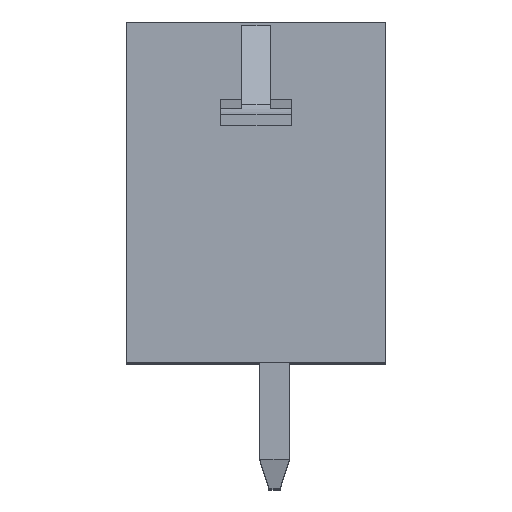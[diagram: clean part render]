
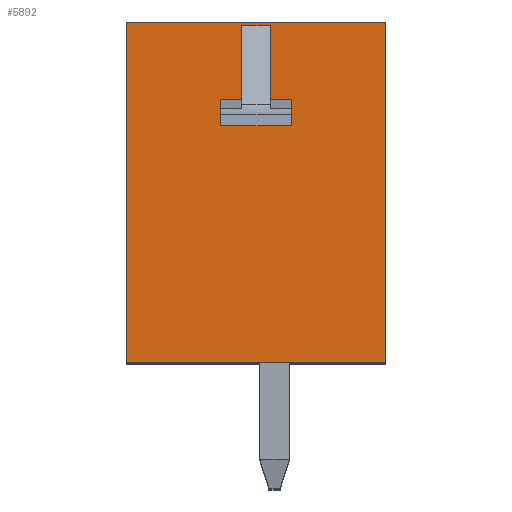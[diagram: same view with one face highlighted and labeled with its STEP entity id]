
A CAD part, top view. The second image highlights one B-rep face of the part: STEP entity #5892.
In plain terms, the highlighted planar face has unit normal (0, 0, 1).
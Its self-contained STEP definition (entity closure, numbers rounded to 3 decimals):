
#1=DIRECTION('',(1.,0.,0.));
#2=VECTOR('',#1,7.);
#3=CARTESIAN_POINT('',(-3.6,-3.853,0.));
#4=LINE('',#3,#2);
#5=DIRECTION('',(0.,-1.,0.));
#6=VECTOR('',#5,9.2);
#7=CARTESIAN_POINT('',(-3.6,5.347,0.));
#8=LINE('',#7,#6);
#9=DIRECTION('',(-1.,0.,0.));
#10=VECTOR('',#9,7.);
#11=CARTESIAN_POINT('',(3.4,5.347,0.));
#12=LINE('',#11,#10);
#13=DIRECTION('',(0.,1.,0.));
#14=VECTOR('',#13,9.2);
#15=CARTESIAN_POINT('',(3.4,-3.853,0.));
#16=LINE('',#15,#14);
#17=DIRECTION('',(0.,1.,0.));
#18=VECTOR('',#17,0.495);
#19=CARTESIAN_POINT('',(0.85,2.747,0.));
#20=LINE('',#19,#18);
#21=DIRECTION('',(-1.,0.,0.));
#22=VECTOR('',#21,0.76);
#23=CARTESIAN_POINT('',(0.28,5.244,0.));
#24=LINE('',#23,#22);
#25=DIRECTION('',(1.,0.,0.));
#26=VECTOR('',#25,0.57);
#27=CARTESIAN_POINT('',(-1.05,3.242,0.));
#28=LINE('',#27,#26);
#29=DIRECTION('',(0.,1.,0.));
#30=VECTOR('',#29,0.495);
#31=CARTESIAN_POINT('',(-1.05,2.747,0.));
#32=LINE('',#31,#30);
#33=DIRECTION('',(-1.,0.,0.));
#34=VECTOR('',#33,1.9);
#35=CARTESIAN_POINT('',(0.85,2.747,0.));
#36=LINE('',#35,#34);
#4438=DIRECTION('',(-1.,0.,0.));
#4439=VECTOR('',#4438,0.57);
#4440=CARTESIAN_POINT('',(0.85,3.242,0.));
#4441=LINE('',#4440,#4439);
#4442=DIRECTION('',(0.,-1.,0.));
#4443=VECTOR('',#4442,2.002);
#4444=CARTESIAN_POINT('',(0.28,5.244,0.));
#4445=LINE('',#4444,#4443);
#4509=DIRECTION('',(0.,1.,0.));
#4510=VECTOR('',#4509,2.002);
#4511=CARTESIAN_POINT('',(-0.48,3.242,0.));
#4512=LINE('',#4511,#4510);
#4521=CARTESIAN_POINT('',(-3.6,-3.853,0.));
#4522=CARTESIAN_POINT('',(3.4,-3.853,0.));
#4523=VERTEX_POINT('',#4521);
#4524=VERTEX_POINT('',#4522);
#4525=CARTESIAN_POINT('',(3.4,5.347,0.));
#4526=VERTEX_POINT('',#4525);
#4527=CARTESIAN_POINT('',(-3.6,5.347,0.));
#4528=VERTEX_POINT('',#4527);
#5624=CARTESIAN_POINT('',(0.85,2.747,0.));
#5625=VERTEX_POINT('',#5624);
#5626=CARTESIAN_POINT('',(-1.05,2.747,0.));
#5627=VERTEX_POINT('',#5626);
#5629=CARTESIAN_POINT('',(-0.48,3.242,0.));
#5631=VERTEX_POINT('',#5629);
#5632=CARTESIAN_POINT('',(-0.48,5.244,0.));
#5633=VERTEX_POINT('',#5632);
#5634=CARTESIAN_POINT('',(-1.05,3.242,0.));
#5635=VERTEX_POINT('',#5634);
#5640=CARTESIAN_POINT('',(0.28,5.244,0.));
#5641=CARTESIAN_POINT('',(0.28,3.242,0.));
#5642=VERTEX_POINT('',#5640);
#5643=VERTEX_POINT('',#5641);
#5646=CARTESIAN_POINT('',(0.85,3.242,0.));
#5647=VERTEX_POINT('',#5646);
#5859=CARTESIAN_POINT('',(0.,0.,0.));
#5860=DIRECTION('',(0.,0.,1.));
#5861=DIRECTION('',(1.,0.,0.));
#5862=AXIS2_PLACEMENT_3D('',#5859,#5860,#5861);
#5863=PLANE('',#5862);
#5865=ORIENTED_EDGE('',*,*,#5864,.F.);
#5867=ORIENTED_EDGE('',*,*,#5866,.F.);
#5869=ORIENTED_EDGE('',*,*,#5868,.F.);
#5871=ORIENTED_EDGE('',*,*,#5870,.F.);
#5872=EDGE_LOOP('',(#5865,#5867,#5869,#5871));
#5873=FACE_OUTER_BOUND('',#5872,.F.);
#5875=ORIENTED_EDGE('',*,*,#5874,.T.);
#5877=ORIENTED_EDGE('',*,*,#5876,.T.);
#5879=ORIENTED_EDGE('',*,*,#5878,.F.);
#5881=ORIENTED_EDGE('',*,*,#5880,.T.);
#5883=ORIENTED_EDGE('',*,*,#5882,.F.);
#5885=ORIENTED_EDGE('',*,*,#5884,.F.);
#5887=ORIENTED_EDGE('',*,*,#5886,.F.);
#5889=ORIENTED_EDGE('',*,*,#5888,.F.);
#5890=EDGE_LOOP('',(#5875,#5877,#5879,#5881,#5883,#5885,#5887,#5889));
#5891=FACE_BOUND('',#5890,.F.);
#5864=EDGE_CURVE('',#4523,#4524,#4,.T.);
#5866=EDGE_CURVE('',#4528,#4523,#8,.T.);
#5868=EDGE_CURVE('',#4526,#4528,#12,.T.);
#5870=EDGE_CURVE('',#4524,#4526,#16,.T.);
#5874=EDGE_CURVE('',#5625,#5647,#20,.T.);
#5876=EDGE_CURVE('',#5647,#5643,#4441,.T.);
#5878=EDGE_CURVE('',#5642,#5643,#4445,.T.);
#5880=EDGE_CURVE('',#5642,#5633,#24,.T.);
#5882=EDGE_CURVE('',#5631,#5633,#4512,.T.);
#5884=EDGE_CURVE('',#5635,#5631,#28,.T.);
#5886=EDGE_CURVE('',#5627,#5635,#32,.T.);
#5888=EDGE_CURVE('',#5625,#5627,#36,.T.);
#5892=ADVANCED_FACE('',(#5873,#5891),#5863,.T.);
